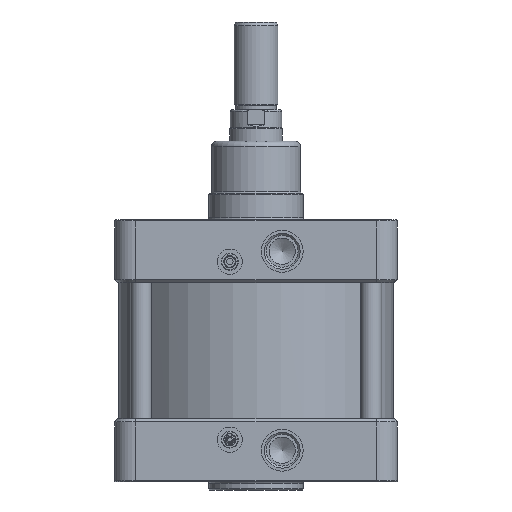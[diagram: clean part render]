
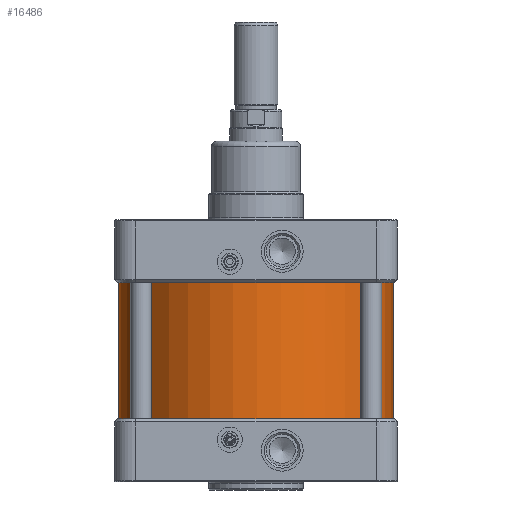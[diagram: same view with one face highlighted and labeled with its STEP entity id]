
A CAD part, front view. The second image highlights one B-rep face of the part: STEP entity #16486.
In plain terms, the highlighted cylindrical face has radius 131 mm (diameter 262 mm), a full revolution.
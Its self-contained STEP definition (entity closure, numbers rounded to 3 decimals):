
#1092=CARTESIAN_POINT('',(131.0,0.,-65.0));
#1093=VERTEX_POINT('',#1092);
#1094=CARTESIAN_POINT('',(0.0,0.0,-65.0));
#1095=DIRECTION('',(0.0,0.0,1.0));
#1096=DIRECTION('',(-1.0,0.0,0.0));
#1097=AXIS2_PLACEMENT_3D('',#1094,#1095,#1096);
#1098=CIRCLE('',#1097,131.0);
#1099=EDGE_CURVE('',#1093,#1093,#1098,.T.);
#16467=CARTESIAN_POINT('',(0.0,0.0,0.0));
#16468=DIRECTION('',(0.0,0.0,1.0));
#16469=DIRECTION('',(-1.0,0.0,0.0));
#16470=AXIS2_PLACEMENT_3D('',#16467,#16468,#16469);
#16471=CYLINDRICAL_SURFACE('',#16470,131.0);
#16472=ORIENTED_EDGE('',*,*,#1099,.T.);
#16473=EDGE_LOOP('',(#16472));
#16474=FACE_OUTER_BOUND('',#16473,.T.);
#16475=CARTESIAN_POINT('',(1.,-130.996,65.0));
#16476=VERTEX_POINT('',#16475);
#16477=CARTESIAN_POINT('',(0.0,0.0,65.0));
#16478=DIRECTION('',(0.0,0.0,-1.0));
#16479=DIRECTION('',(-1.0,0.0,0.0));
#16480=AXIS2_PLACEMENT_3D('',#16477,#16478,#16479);
#16481=CIRCLE('',#16480,131.0);
#16482=EDGE_CURVE('',#16476,#16476,#16481,.T.);
#16483=ORIENTED_EDGE('',*,*,#16482,.T.);
#16484=EDGE_LOOP('',(#16483));
#16485=FACE_BOUND('',#16484,.T.);
#16486=ADVANCED_FACE('',(#16474,#16485),#16471,.T.);
